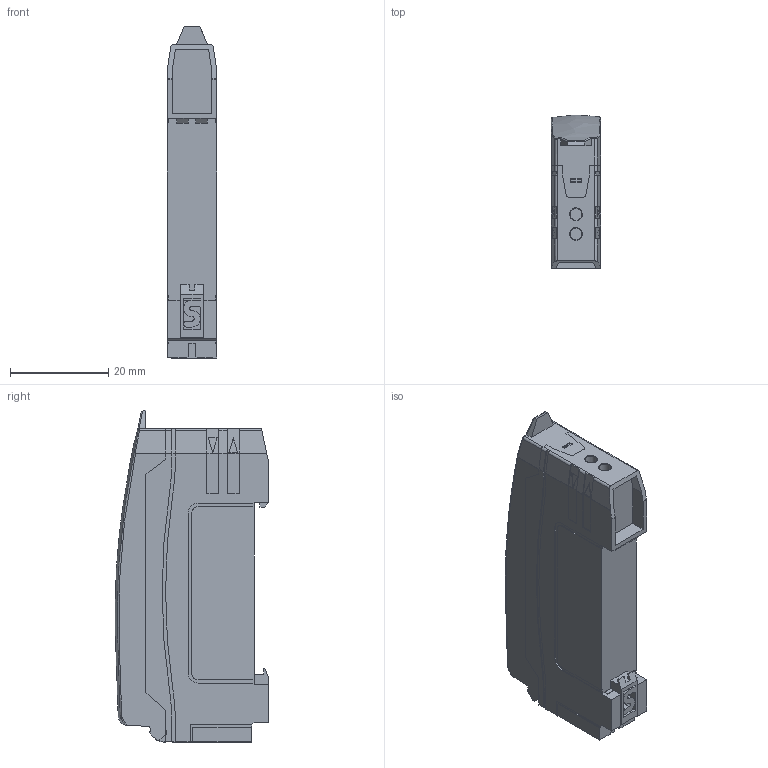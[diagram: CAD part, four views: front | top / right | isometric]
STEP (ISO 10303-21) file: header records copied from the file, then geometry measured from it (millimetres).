
FILE_DESCRIPTION (( 'STEP AP214' ), '1' );
FILE_NAME ('OF65-UR000Fx3.U5.K.MD.STEP', '2019-10-02T01:33:24', ( 'managet2' ), ( '' ), 'SwSTEP 2.0', 'SolidWorks 2016', '' );
FILE_SCHEMA (( 'AUTOMOTIVE_DESIGN' ));
Length unit declared in the file: millimetre
Products named in the file (3): OF65-UR000Fx3.U5.K.MD_1; OF65-UR000Fx3.U5.K.MD; OF65-UR000Fx3.U5.K.MD_êðûøêà_1
Assembly tree (2 placements, depth 2):
  OF65-UR000Fx3.U5.K.MD
    OF65-UR000Fx3.U5.K.MD_1
    OF65-UR000Fx3.U5.K.MD_êðûøêà_1
Bounding box: 10 x 31.25 x 67.6 mm (x, y, z)
Volume: 14364.5 mm3; surface area: 9220.1 mm2
Topology: 38 solids, 38 shells, 1255 faces, 3216 edges, 2084 vertices
Faces by surface type: plane 978, bspline 195, cylinder 82
Full cylindrical faces by diameter (mm): 1.5 x2, 1.6 x2, 2.4 x2, 4 x1, 4.6 x1, 5.2 x1
Entity records: 49442 total; most frequent: CARTESIAN_POINT 19735, ORIENTED_EDGE 6406, DIRECTION 5025, EDGE_CURVE 3203, VECTOR 2437, LINE 2437, VERTEX_POINT 2081, EDGE_LOOP 1334
